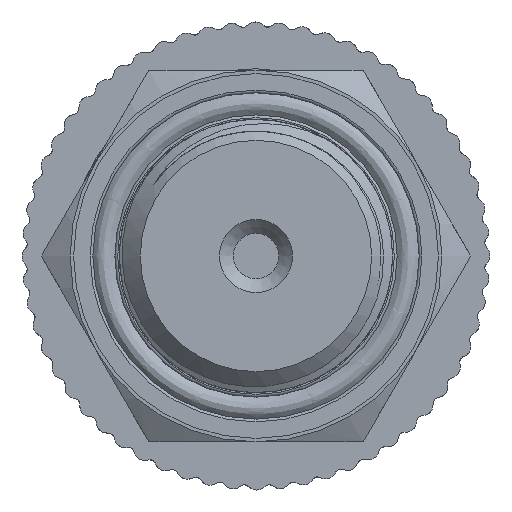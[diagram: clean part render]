
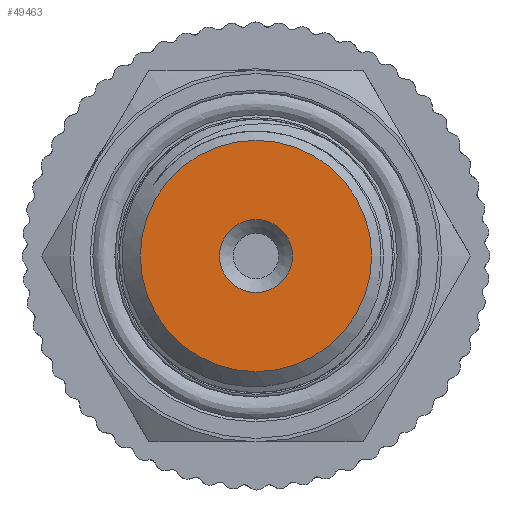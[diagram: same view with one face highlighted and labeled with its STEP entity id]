
A CAD part, left-side view. The second image highlights one B-rep face of the part: STEP entity #49463.
In plain terms, the highlighted planar face has unit normal (-1, 0, 0).
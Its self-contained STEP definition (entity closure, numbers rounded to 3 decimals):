
#525=PLANE('',#52121);
#2746=FACE_BOUND('',#6784,.T.);
#4080=FACE_OUTER_BOUND('',#6783,.T.);
#6783=EDGE_LOOP('',(#35275));
#6784=EDGE_LOOP('',(#35276));
#9256=CIRCLE('',#52076,8.4);
#9283=CIRCLE('',#52120,2.65);
#21024=VERTEX_POINT('',#82418);
#21046=VERTEX_POINT('',#83776);
#26507=EDGE_CURVE('',#21024,#21024,#9256,.T.);
#26548=EDGE_CURVE('',#21046,#21046,#9283,.T.);
#35275=ORIENTED_EDGE('',*,*,#26507,.T.);
#35276=ORIENTED_EDGE('',*,*,#26548,.T.);
#49463=ADVANCED_FACE('',(#4080,#2746),#525,.T.);
#52076=AXIS2_PLACEMENT_3D('',#82420,#56794,#56795);
#52120=AXIS2_PLACEMENT_3D('',#83778,#56890,#56891);
#52121=AXIS2_PLACEMENT_3D('',#83779,#56892,#56893);
#56794=DIRECTION('center_axis',(-1.,0.,0.));
#56795=DIRECTION('ref_axis',(0.,1.,0.));
#56890=DIRECTION('center_axis',(1.,0.,0.));
#56891=DIRECTION('ref_axis',(0.,0.,-1.));
#56892=DIRECTION('center_axis',(-1.,0.,0.));
#56893=DIRECTION('ref_axis',(0.,0.,1.));
#82418=CARTESIAN_POINT('',(-61.,-8.4,0.));
#82420=CARTESIAN_POINT('Origin',(-61.,0.,0.));
#83776=CARTESIAN_POINT('',(-61.,-2.65,0.));
#83778=CARTESIAN_POINT('Origin',(-61.,0.,0.));
#83779=CARTESIAN_POINT('Origin',(-61.,10.,0.));
